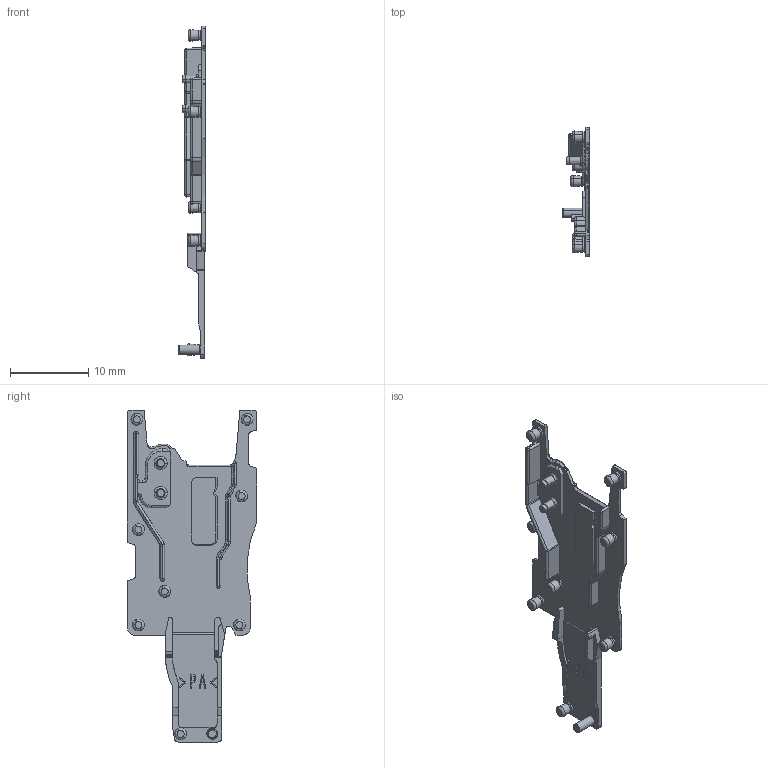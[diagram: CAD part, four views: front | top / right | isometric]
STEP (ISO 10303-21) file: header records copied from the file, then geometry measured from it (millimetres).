
FILE_DESCRIPTION(('CATIA V5R20 STEP214','CAx-IF Rec.Pracs.--- Model Styling and Organization---1.5--- 2016-08-15','CAx-IF Rec.Pracs.---Supplemental Geometry---1.0---2011-11-01','CAx-IF Rec.Pracs.--- Composite Materials ---1.1---2010-07-15'),'2;1');
FILE_NAME ('2019760-5_0', '2024-08-16T12:30:22+00:00', ('Weidmueller Interface'), ('Weidmueller'), 'CATIA Version 5-6 Release 2022 SP4 HF5', 'CATIA V5 STEP AP214 v3', 'none');
FILE_SCHEMA(('AUTOMOTIVE_DESIGN { 1 0 10303 214 1 1 1 1 }'));
Length unit declared in the file: millimetre
Products named in the file (1): 3033000000
Bounding box: 3.45 x 16.5 x 42.45 mm (x, y, z)
Volume: 318.5 mm3; surface area: 1269.8 mm2
Topology: 1 solids, 1 shells, 448 faces, 1153 edges, 725 vertices
Faces by surface type: plane 203, cylinder 131, cone 62, torus 43, bspline 6, sphere 3
Entity records: 14397 total; most frequent: CARTESIAN_POINT 4030, ORIENTED_EDGE 2296, DIRECTION 1809, EDGE_CURVE 1148, AXIS2_PLACEMENT_3D 742, VERTEX_POINT 725, VECTOR 704, LINE 704
